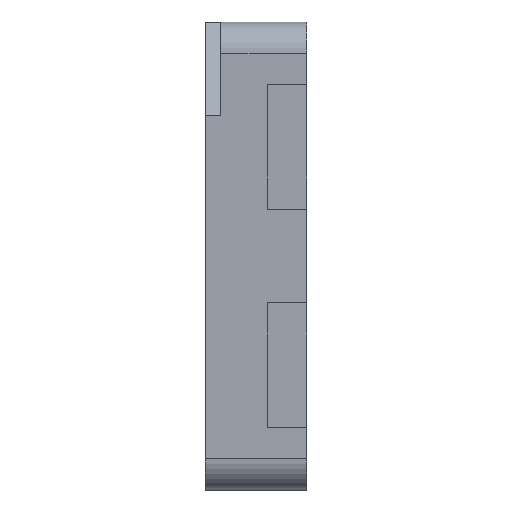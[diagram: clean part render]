
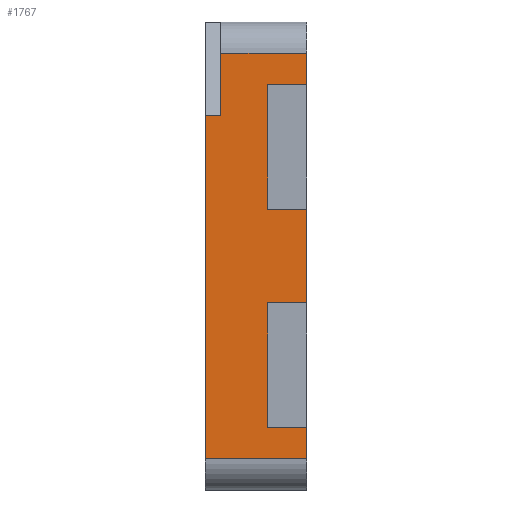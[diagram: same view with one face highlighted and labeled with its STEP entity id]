
A CAD part, left-side view. The second image highlights one B-rep face of the part: STEP entity #1767.
In plain terms, the highlighted planar face has unit normal (-1, 0, 0).
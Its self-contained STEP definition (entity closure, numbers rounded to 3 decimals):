
#24 = CARTESIAN_POINT ( 'NONE',  ( -2.6, 0., -0.3 ) ) ;
#36 = CARTESIAN_POINT ( 'NONE',  ( -2.6, 0.55, 1.5 ) ) ;
#57 = EDGE_CURVE ( 'NONE', #1911, #1839, #921, .T. ) ;
#59 = VECTOR ( 'NONE', #2874, 1000. ) ;
#86 = DIRECTION ( 'NONE',  ( 0., 1., 0. ) ) ;
#101 = LINE ( 'NONE', #564, #2538 ) ;
#163 = LINE ( 'NONE', #1659, #835 ) ;
#174 = LINE ( 'NONE', #2327, #2504 ) ;
#181 = EDGE_CURVE ( 'NONE', #1105, #2806, #902, .T. ) ;
#198 = CARTESIAN_POINT ( 'NONE',  ( -2.6, 0.55, 1.3 ) ) ;
#272 = CARTESIAN_POINT ( 'NONE',  ( -2.6, 0., 1.1 ) ) ;
#319 = EDGE_LOOP ( 'NONE', ( #2497, #2883, #1405, #1282, #2292, #516, #604, #2479, #767, #2622, #784, #2876, #1343, #415 ) ) ;
#326 = DIRECTION ( 'NONE',  ( 0., 0., 1. ) ) ;
#338 = CARTESIAN_POINT ( 'NONE',  ( -2.6, 0., -1.1 ) ) ;
#349 = PLANE ( 'NONE',  #463 ) ;
#382 = DIRECTION ( 'NONE',  ( 1., 0., 0. ) ) ;
#404 = CARTESIAN_POINT ( 'NONE',  ( -2.6, 0.65, 1.5 ) ) ;
#415 = ORIENTED_EDGE ( 'NONE', *, *, #638, .T. ) ;
#419 = DIRECTION ( 'NONE',  ( 0., 0., 1. ) ) ;
#435 = DIRECTION ( 'NONE',  ( 0., -1., 0. ) ) ;
#443 = EDGE_CURVE ( 'NONE', #2929, #1180, #1809, .T. ) ;
#451 = VECTOR ( 'NONE', #1525, 1000. ) ;
#463 = AXIS2_PLACEMENT_3D ( 'NONE', #404, #382, #2900 ) ;
#471 = EDGE_CURVE ( 'NONE', #1516, #2095, #2886, .T. ) ;
#501 = FACE_OUTER_BOUND ( 'NONE', #319, .T. ) ;
#516 = ORIENTED_EDGE ( 'NONE', *, *, #2527, .F. ) ;
#564 = CARTESIAN_POINT ( 'NONE',  ( -2.6, 0., 1.5 ) ) ;
#570 = CARTESIAN_POINT ( 'NONE',  ( -2.6, 0.65, 1.1 ) ) ;
#604 = ORIENTED_EDGE ( 'NONE', *, *, #1905, .T. ) ;
#631 = VERTEX_POINT ( 'NONE', #2669 ) ;
#632 = EDGE_CURVE ( 'NONE', #2743, #2742, #869, .T. ) ;
#638 = EDGE_CURVE ( 'NONE', #2305, #2806, #163, .T. ) ;
#649 = VECTOR ( 'NONE', #435, 1000. ) ;
#686 = LINE ( 'NONE', #2453, #1952 ) ;
#739 = DIRECTION ( 'NONE',  ( 0., 1., 0. ) ) ;
#751 = CARTESIAN_POINT ( 'NONE',  ( -2.6, 0.65, -0.3 ) ) ;
#767 = ORIENTED_EDGE ( 'NONE', *, *, #2031, .T. ) ;
#784 = ORIENTED_EDGE ( 'NONE', *, *, #1814, .T. ) ;
#835 = VECTOR ( 'NONE', #86, 1000. ) ;
#854 = VECTOR ( 'NONE', #739, 1000. ) ;
#869 = LINE ( 'NONE', #1672, #59 ) ;
#902 = LINE ( 'NONE', #1502, #451 ) ;
#914 = LINE ( 'NONE', #2244, #1606 ) ;
#921 = LINE ( 'NONE', #570, #1349 ) ;
#959 = CARTESIAN_POINT ( 'NONE',  ( -2.6, 0.65, -1.3 ) ) ;
#1062 = CARTESIAN_POINT ( 'NONE',  ( -2.6, 0.55, 0.9 ) ) ;
#1067 = CARTESIAN_POINT ( 'NONE',  ( -2.6, 0.65, -1.1 ) ) ;
#1071 = CARTESIAN_POINT ( 'NONE',  ( -2.6, 0.25, 1.1 ) ) ;
#1105 = VERTEX_POINT ( 'NONE', #959 ) ;
#1116 = VECTOR ( 'NONE', #2013, 1000. ) ;
#1126 = DIRECTION ( 'NONE',  ( 0., 0., 1. ) ) ;
#1180 = VERTEX_POINT ( 'NONE', #2298 ) ;
#1282 = ORIENTED_EDGE ( 'NONE', *, *, #471, .F. ) ;
#1308 = VERTEX_POINT ( 'NONE', #1347 ) ;
#1320 = CARTESIAN_POINT ( 'NONE',  ( -2.6, 0.65, 0.9 ) ) ;
#1322 = DIRECTION ( 'NONE',  ( 0., 1., 0. ) ) ;
#1343 = ORIENTED_EDGE ( 'NONE', *, *, #1542, .F. ) ;
#1347 = CARTESIAN_POINT ( 'NONE',  ( -2.6, 0.25, -0.3 ) ) ;
#1349 = VECTOR ( 'NONE', #1322, 1000. ) ;
#1405 = ORIENTED_EDGE ( 'NONE', *, *, #2186, .T. ) ;
#1502 = CARTESIAN_POINT ( 'NONE',  ( -2.6, 0.65, 1.5 ) ) ;
#1516 = VERTEX_POINT ( 'NONE', #2159 ) ;
#1525 = DIRECTION ( 'NONE',  ( 0., 0., 1. ) ) ;
#1542 = EDGE_CURVE ( 'NONE', #2305, #2742, #1974, .T. ) ;
#1606 = VECTOR ( 'NONE', #419, 1000. ) ;
#1645 = CARTESIAN_POINT ( 'NONE',  ( -2.6, 0.25, 0.3 ) ) ;
#1659 = CARTESIAN_POINT ( 'NONE',  ( -2.6, 0.55, 0.9 ) ) ;
#1672 = CARTESIAN_POINT ( 'NONE',  ( -2.6, 0.65, 1.3 ) ) ;
#1767 = ADVANCED_FACE ( 'NONE', ( #501 ), #349, .F. ) ;
#1780 = LINE ( 'NONE', #2477, #1116 ) ;
#1809 = LINE ( 'NONE', #2934, #2665 ) ;
#1814 = EDGE_CURVE ( 'NONE', #1911, #2743, #1780, .T. ) ;
#1827 = CARTESIAN_POINT ( 'NONE',  ( -2.6, 0., 1.3 ) ) ;
#1839 = VERTEX_POINT ( 'NONE', #1071 ) ;
#1868 = CARTESIAN_POINT ( 'NONE',  ( -2.6, 0.25, 1.5 ) ) ;
#1905 = EDGE_CURVE ( 'NONE', #2087, #1180, #686, .T. ) ;
#1911 = VERTEX_POINT ( 'NONE', #272 ) ;
#1938 = EDGE_CURVE ( 'NONE', #1105, #631, #174, .T. ) ;
#1951 = DIRECTION ( 'NONE',  ( 0., 0., 1. ) ) ;
#1952 = VECTOR ( 'NONE', #1126, 1000. ) ;
#1974 = LINE ( 'NONE', #36, #2119 ) ;
#2013 = DIRECTION ( 'NONE',  ( 0., 0., 1. ) ) ;
#2026 = DIRECTION ( 'NONE',  ( 0., -1., 0. ) ) ;
#2031 = EDGE_CURVE ( 'NONE', #2929, #1839, #2404, .T. ) ;
#2079 = DIRECTION ( 'NONE',  ( 0., 0., 1. ) ) ;
#2086 = LINE ( 'NONE', #751, #854 ) ;
#2087 = VERTEX_POINT ( 'NONE', #24 ) ;
#2092 = DIRECTION ( 'NONE',  ( 0., -1., 0. ) ) ;
#2095 = VERTEX_POINT ( 'NONE', #338 ) ;
#2119 = VECTOR ( 'NONE', #1951, 1000. ) ;
#2159 = CARTESIAN_POINT ( 'NONE',  ( -2.6, 0.25, -1.1 ) ) ;
#2186 = EDGE_CURVE ( 'NONE', #631, #2095, #101, .T. ) ;
#2244 = CARTESIAN_POINT ( 'NONE',  ( -2.6, 0.25, 1.5 ) ) ;
#2292 = ORIENTED_EDGE ( 'NONE', *, *, #2734, .T. ) ;
#2298 = CARTESIAN_POINT ( 'NONE',  ( -2.6, 0., 0.3 ) ) ;
#2305 = VERTEX_POINT ( 'NONE', #1062 ) ;
#2327 = CARTESIAN_POINT ( 'NONE',  ( -2.6, 0.65, -1.3 ) ) ;
#2404 = LINE ( 'NONE', #1868, #2808 ) ;
#2453 = CARTESIAN_POINT ( 'NONE',  ( -2.6, 0., 1.5 ) ) ;
#2477 = CARTESIAN_POINT ( 'NONE',  ( -2.6, 0., 1.5 ) ) ;
#2479 = ORIENTED_EDGE ( 'NONE', *, *, #443, .F. ) ;
#2497 = ORIENTED_EDGE ( 'NONE', *, *, #181, .F. ) ;
#2504 = VECTOR ( 'NONE', #2092, 1000. ) ;
#2527 = EDGE_CURVE ( 'NONE', #2087, #1308, #2086, .T. ) ;
#2538 = VECTOR ( 'NONE', #326, 1000. ) ;
#2622 = ORIENTED_EDGE ( 'NONE', *, *, #57, .F. ) ;
#2665 = VECTOR ( 'NONE', #2026, 1000. ) ;
#2669 = CARTESIAN_POINT ( 'NONE',  ( -2.6, 0., -1.3 ) ) ;
#2734 = EDGE_CURVE ( 'NONE', #1516, #1308, #914, .T. ) ;
#2742 = VERTEX_POINT ( 'NONE', #198 ) ;
#2743 = VERTEX_POINT ( 'NONE', #1827 ) ;
#2806 = VERTEX_POINT ( 'NONE', #1320 ) ;
#2808 = VECTOR ( 'NONE', #2079, 1000. ) ;
#2874 = DIRECTION ( 'NONE',  ( 0., 1., 0. ) ) ;
#2876 = ORIENTED_EDGE ( 'NONE', *, *, #632, .T. ) ;
#2883 = ORIENTED_EDGE ( 'NONE', *, *, #1938, .T. ) ;
#2886 = LINE ( 'NONE', #1067, #649 ) ;
#2900 = DIRECTION ( 'NONE',  ( 0., 0., -1. ) ) ;
#2929 = VERTEX_POINT ( 'NONE', #1645 ) ;
#2934 = CARTESIAN_POINT ( 'NONE',  ( -2.6, 0.65, 0.3 ) ) ;
